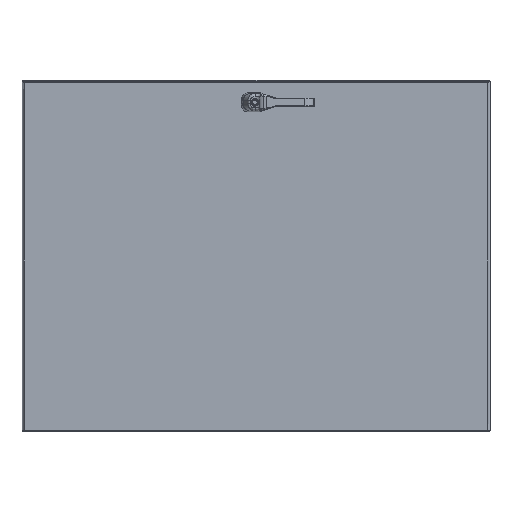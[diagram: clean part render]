
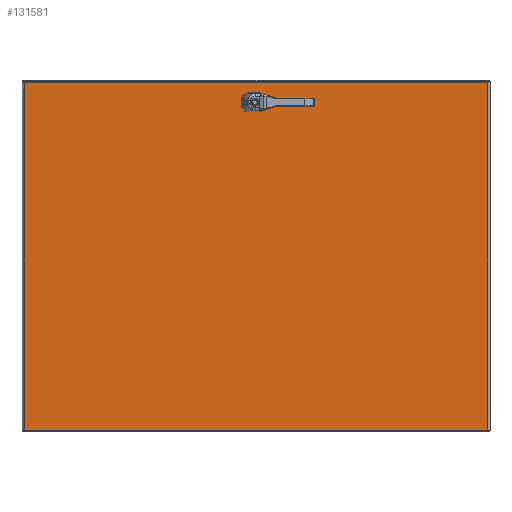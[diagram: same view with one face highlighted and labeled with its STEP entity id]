
A CAD part, top view. The second image highlights one B-rep face of the part: STEP entity #131581.
In plain terms, the highlighted planar face has unit normal (0, 0, 1).
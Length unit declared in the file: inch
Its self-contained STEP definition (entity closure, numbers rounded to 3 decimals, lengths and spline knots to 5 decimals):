
#1064 = DIRECTION ( 'NONE',  ( -1., 0., 0. ) ) ;
#2795 = DIRECTION ( 'NONE',  ( 0., -1., 0. ) ) ;
#3002 = CARTESIAN_POINT ( 'NONE',  ( 24.13862, 34.15, 12.9175 ) ) ;
#3495 = CARTESIAN_POINT ( 'NONE',  ( 23.926, 33.75, 12.9175 ) ) ;
#4078 = CARTESIAN_POINT ( 'NONE',  ( 23.526, 33.96262, 12.9175 ) ) ;
#4876 = CIRCLE ( 'NONE', #102269, 0.453 ) ;
#4905 = CARTESIAN_POINT ( 'NONE',  ( 24.326, 33.53738, 12.9175 ) ) ;
#4990 = EDGE_CURVE ( 'NONE', #115532, #18206, #134583, .T. ) ;
#5163 = ORIENTED_EDGE ( 'NONE', *, *, #118373, .T. ) ;
#6491 = CARTESIAN_POINT ( 'NONE',  ( 23.926, 0.10525, 12.9175 ) ) ;
#7274 = VERTEX_POINT ( 'NONE', #134759 ) ;
#9093 = FACE_BOUND ( 'NONE', #24824, .T. ) ;
#11366 = CARTESIAN_POINT ( 'NONE',  ( 0.15625, 17.9375, 12.9175 ) ) ;
#11686 = EDGE_CURVE ( 'NONE', #61517, #115525, #24547, .T. ) ;
#15228 = CARTESIAN_POINT ( 'NONE',  ( 23.71338, 34.15, 12.9175 ) ) ;
#15349 = DIRECTION ( 'NONE',  ( 0., 0., -1. ) ) ;
#17973 = VERTEX_POINT ( 'NONE', #123542 ) ;
#18184 = ORIENTED_EDGE ( 'NONE', *, *, #122886, .T. ) ;
#18206 = VERTEX_POINT ( 'NONE', #106916 ) ;
#18384 = CARTESIAN_POINT ( 'NONE',  ( 23.926, 35.76975, 12.9175 ) ) ;
#18852 = DIRECTION ( 'NONE',  ( 0., 0., -1. ) ) ;
#21954 = DIRECTION ( 'NONE',  ( 0., -1., 0. ) ) ;
#22387 = LINE ( 'NONE', #119506, #113815 ) ;
#23843 = DIRECTION ( 'NONE',  ( 0., -1., 0. ) ) ;
#24315 = ORIENTED_EDGE ( 'NONE', *, *, #33030, .F. ) ;
#24547 = LINE ( 'NONE', #89812, #28153 ) ;
#24824 = EDGE_LOOP ( 'NONE', ( #31243, #18184, #107252, #5163, #41253, #108507, #84892, #138642 ) ) ;
#28153 = VECTOR ( 'NONE', #23843, 39.37008 ) ;
#28318 = LINE ( 'NONE', #18384, #130136 ) ;
#30319 = CARTESIAN_POINT ( 'NONE',  ( 24.326, 33.96262, 12.9175 ) ) ;
#31243 = ORIENTED_EDGE ( 'NONE', *, *, #136437, .T. ) ;
#33030 = EDGE_CURVE ( 'NONE', #115525, #7274, #82327, .T. ) ;
#39178 = VECTOR ( 'NONE', #114224, 39.37008 ) ;
#40754 = VERTEX_POINT ( 'NONE', #73926 ) ;
#41253 = ORIENTED_EDGE ( 'NONE', *, *, #4990, .T. ) ;
#44033 = VECTOR ( 'NONE', #56043, 39.37008 ) ;
#44700 = LINE ( 'NONE', #11366, #95719 ) ;
#45161 = DIRECTION ( 'NONE',  ( 0., -1., 0. ) ) ;
#45374 = VERTEX_POINT ( 'NONE', #127557 ) ;
#46130 = LINE ( 'NONE', #66750, #44033 ) ;
#46748 = DIRECTION ( 'NONE',  ( 0., -1., 0. ) ) ;
#56043 = DIRECTION ( 'NONE',  ( 1., 0., 0. ) ) ;
#56817 = VERTEX_POINT ( 'NONE', #88768 ) ;
#60431 = CIRCLE ( 'NONE', #94460, 0.453 ) ;
#61517 = VERTEX_POINT ( 'NONE', #111519 ) ;
#66750 = CARTESIAN_POINT ( 'NONE',  ( 24.13862, 34.15, 12.9175 ) ) ;
#71689 = DIRECTION ( 'NONE',  ( 0., 0., -1. ) ) ;
#73366 = EDGE_CURVE ( 'NONE', #45374, #17973, #4876, .T. ) ;
#73608 = EDGE_CURVE ( 'NONE', #18206, #56817, #97812, .T. ) ;
#73666 = DIRECTION ( 'NONE',  ( 1., 0., 0. ) ) ;
#73926 = CARTESIAN_POINT ( 'NONE',  ( 0.15625, 35.76975, 12.9175 ) ) ;
#75853 = DIRECTION ( 'NONE',  ( 0., 0., -1. ) ) ;
#78048 = DIRECTION ( 'NONE',  ( 0., 1., 0. ) ) ;
#79252 = EDGE_LOOP ( 'NONE', ( #137903, #85260, #102974, #24315 ) ) ;
#80080 = EDGE_CURVE ( 'NONE', #122251, #109532, #46130, .T. ) ;
#80579 = CARTESIAN_POINT ( 'NONE',  ( 23.926, 17.9375, 12.9175 ) ) ;
#82327 = LINE ( 'NONE', #6491, #39178 ) ;
#84892 = ORIENTED_EDGE ( 'NONE', *, *, #139380, .T. ) ;
#85260 = ORIENTED_EDGE ( 'NONE', *, *, #132489, .F. ) ;
#86387 = PLANE ( 'NONE',  #124428 ) ;
#86644 = AXIS2_PLACEMENT_3D ( 'NONE', #97121, #75853, #21954 ) ;
#87743 = VECTOR ( 'NONE', #2795, 39.37008 ) ;
#88768 = CARTESIAN_POINT ( 'NONE',  ( 24.13862, 33.35, 12.9175 ) ) ;
#89812 = CARTESIAN_POINT ( 'NONE',  ( 47.69575, 17.9375, 12.9175 ) ) ;
#90925 = CARTESIAN_POINT ( 'NONE',  ( 23.926, 33.75, 12.9175 ) ) ;
#92301 = DIRECTION ( 'NONE',  ( 0., -1., 0. ) ) ;
#94086 = VERTEX_POINT ( 'NONE', #134491 ) ;
#94460 = AXIS2_PLACEMENT_3D ( 'NONE', #94710, #18852, #115281 ) ;
#94710 = CARTESIAN_POINT ( 'NONE',  ( 23.926, 33.75, 12.9175 ) ) ;
#94950 = VECTOR ( 'NONE', #97214, 39.37008 ) ;
#95719 = VECTOR ( 'NONE', #78048, 39.37008 ) ;
#96987 = FACE_OUTER_BOUND ( 'NONE', #79252, .T. ) ;
#97121 = CARTESIAN_POINT ( 'NONE',  ( 23.926, 33.75, 12.9175 ) ) ;
#97214 = DIRECTION ( 'NONE',  ( 0., 1., 0. ) ) ;
#97812 = CIRCLE ( 'NONE', #122676, 0.453 ) ;
#102269 = AXIS2_PLACEMENT_3D ( 'NONE', #90925, #71689, #92301 ) ;
#102974 = ORIENTED_EDGE ( 'NONE', *, *, #139641, .F. ) ;
#106916 = CARTESIAN_POINT ( 'NONE',  ( 24.326, 33.53738, 12.9175 ) ) ;
#107252 = ORIENTED_EDGE ( 'NONE', *, *, #80080, .T. ) ;
#108507 = ORIENTED_EDGE ( 'NONE', *, *, #73608, .T. ) ;
#109532 = VERTEX_POINT ( 'NONE', #3002 ) ;
#110599 = DIRECTION ( 'NONE',  ( 0., 0., -1. ) ) ;
#111519 = CARTESIAN_POINT ( 'NONE',  ( 47.69575, 35.76975, 12.9175 ) ) ;
#113815 = VECTOR ( 'NONE', #1064, 39.37008 ) ;
#114006 = CARTESIAN_POINT ( 'NONE',  ( 47.69575, 0.10525, 12.9175 ) ) ;
#114224 = DIRECTION ( 'NONE',  ( -1., 0., 0. ) ) ;
#115281 = DIRECTION ( 'NONE',  ( 0., -1., 0. ) ) ;
#115525 = VERTEX_POINT ( 'NONE', #114006 ) ;
#115532 = VERTEX_POINT ( 'NONE', #30319 ) ;
#118275 = CIRCLE ( 'NONE', #86644, 0.453 ) ;
#118373 = EDGE_CURVE ( 'NONE', #109532, #115532, #118275, .T. ) ;
#119506 = CARTESIAN_POINT ( 'NONE',  ( 23.71338, 33.35, 12.9175 ) ) ;
#120568 = LINE ( 'NONE', #4078, #94950 ) ;
#122251 = VERTEX_POINT ( 'NONE', #15228 ) ;
#122676 = AXIS2_PLACEMENT_3D ( 'NONE', #3495, #110599, #46748 ) ;
#122886 = EDGE_CURVE ( 'NONE', #94086, #122251, #60431, .T. ) ;
#123542 = CARTESIAN_POINT ( 'NONE',  ( 23.526, 33.53738, 12.9175 ) ) ;
#124428 = AXIS2_PLACEMENT_3D ( 'NONE', #80579, #15349, #45161 ) ;
#127557 = CARTESIAN_POINT ( 'NONE',  ( 23.71338, 33.35, 12.9175 ) ) ;
#130136 = VECTOR ( 'NONE', #73666, 39.37008 ) ;
#131581 = ADVANCED_FACE ( 'NONE', ( #9093, #96987 ), #86387, .F. ) ;
#132489 = EDGE_CURVE ( 'NONE', #40754, #61517, #28318, .T. ) ;
#134491 = CARTESIAN_POINT ( 'NONE',  ( 23.526, 33.96262, 12.9175 ) ) ;
#134583 = LINE ( 'NONE', #4905, #87743 ) ;
#134759 = CARTESIAN_POINT ( 'NONE',  ( 0.15625, 0.10525, 12.9175 ) ) ;
#136437 = EDGE_CURVE ( 'NONE', #17973, #94086, #120568, .T. ) ;
#137903 = ORIENTED_EDGE ( 'NONE', *, *, #11686, .F. ) ;
#138642 = ORIENTED_EDGE ( 'NONE', *, *, #73366, .T. ) ;
#139380 = EDGE_CURVE ( 'NONE', #56817, #45374, #22387, .T. ) ;
#139641 = EDGE_CURVE ( 'NONE', #7274, #40754, #44700, .T. ) ;
